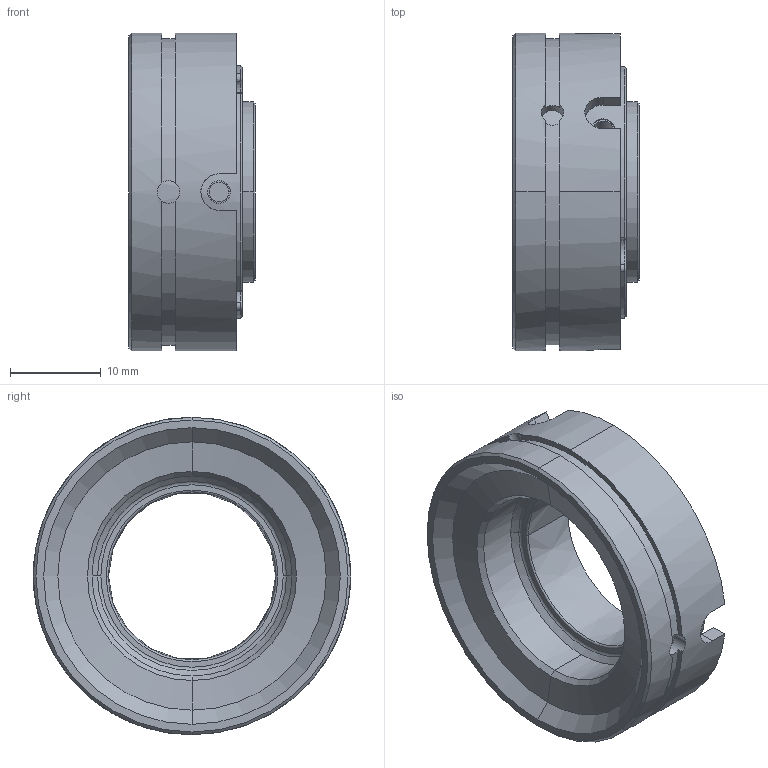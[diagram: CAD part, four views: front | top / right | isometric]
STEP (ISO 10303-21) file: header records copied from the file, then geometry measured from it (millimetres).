
FILE_DESCRIPTION((''),'2;1');
FILE_NAME('JINGTOUZHUANJIE','2025-05-28T11:38:08',('lishuaijun5'),(''),'CREO PARAMETRIC BY PTC INC, 2020044','CREO PARAMETRIC BY PTC INC, 2020044','');
FILE_SCHEMA(('AUTOMOTIVE_DESIGN { 1 0 10303 214 1 1 1 1 }'));
Length unit declared in the file: millimetre
Products named in the file (1): JINGTOUZHUANJIE
Bounding box: 13.89 x 34.95 x 34.95 mm (x, y, z)
Volume: 4666.4 mm3; surface area: 5918.7 mm2
Topology: 1 solids, 1 shells, 249 faces, 610 edges, 378 vertices
Faces by surface type: bspline 78, cone 76, plane 38, cylinder 35, torus 22
Entity records: 13931 total; most frequent: CARTESIAN_POINT 8571, ORIENTED_EDGE 1220, DIRECTION 936, EDGE_CURVE 610, AXIS2_PLACEMENT_3D 384, VERTEX_POINT 378, EDGE_LOOP 272, FACE_OUTER_BOUND 249
